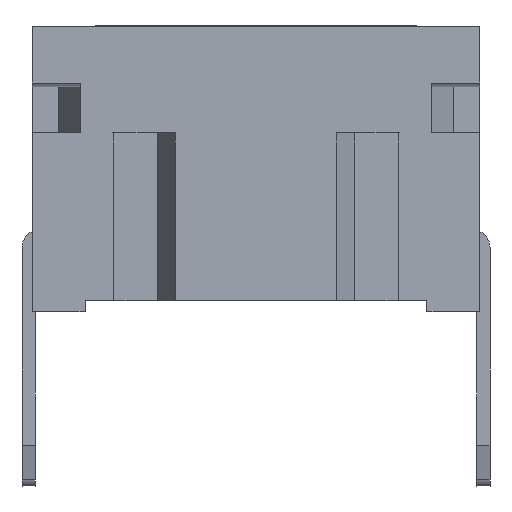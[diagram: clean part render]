
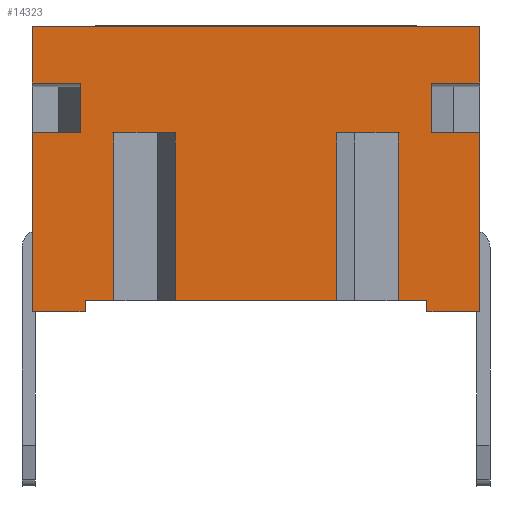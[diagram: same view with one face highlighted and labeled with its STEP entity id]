
A CAD part, front view. The second image highlights one B-rep face of the part: STEP entity #14323.
In plain terms, the highlighted planar face has unit normal (0, -1, 0).
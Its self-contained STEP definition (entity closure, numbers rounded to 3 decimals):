
#2677=CARTESIAN_POINT('',(-1.8,-5.,4.));
#2678=VERTEX_POINT('',#2677);
#2685=CARTESIAN_POINT('',(-3.18,-5.,4.));
#2686=VERTEX_POINT('',#2685);
#2687=CARTESIAN_POINT('',(-3.18,-5.,4.));
#2688=DIRECTION('',(1.0,0.0,0.0));
#2689=VECTOR('',#2688,1.38);
#2690=LINE('',#2687,#2689);
#2691=EDGE_CURVE('',#2686,#2678,#2690,.T.);
#2757=CARTESIAN_POINT('',(3.18,-5.,4.));
#2758=VERTEX_POINT('',#2757);
#2765=CARTESIAN_POINT('',(1.8,-5.,4.));
#2766=VERTEX_POINT('',#2765);
#2767=CARTESIAN_POINT('',(1.8,-5.,4.));
#2768=DIRECTION('',(1.0,0.0,0.0));
#2769=VECTOR('',#2768,1.38);
#2770=LINE('',#2767,#2769);
#2771=EDGE_CURVE('',#2766,#2758,#2770,.T.);
#6995=CARTESIAN_POINT('',(-3.912,-5.,5.116));
#6996=VERTEX_POINT('',#6995);
#7004=CARTESIAN_POINT('',(-5.,-5.,5.116));
#7005=VERTEX_POINT('',#7004);
#7006=CARTESIAN_POINT('',(-3.912,-5.,5.116));
#7007=DIRECTION('',(-1.0,0.0,0.0));
#7008=VECTOR('',#7007,1.088);
#7009=LINE('',#7006,#7008);
#7010=EDGE_CURVE('',#6996,#7005,#7009,.T.);
#7080=CARTESIAN_POINT('',(5.,-5.,5.116));
#7081=VERTEX_POINT('',#7080);
#7082=CARTESIAN_POINT('',(3.912,-5.,5.116));
#7083=VERTEX_POINT('',#7082);
#7084=CARTESIAN_POINT('',(5.,-5.,5.116));
#7085=DIRECTION('',(-1.0,0.0,0.0));
#7086=VECTOR('',#7085,1.088);
#7087=LINE('',#7084,#7086);
#7088=EDGE_CURVE('',#7081,#7083,#7087,.T.);
#7350=CARTESIAN_POINT('',(3.912,-5.,4.));
#7351=VERTEX_POINT('',#7350);
#7352=CARTESIAN_POINT('',(3.912,-5.,4.));
#7353=DIRECTION('',(0.0,0.0,1.0));
#7354=VECTOR('',#7353,1.116);
#7355=LINE('',#7352,#7354);
#7356=EDGE_CURVE('',#7351,#7083,#7355,.T.);
#7372=CARTESIAN_POINT('',(-3.912,-5.,4.));
#7373=VERTEX_POINT('',#7372);
#7374=CARTESIAN_POINT('',(-3.912,-5.,4.));
#7375=DIRECTION('',(0.0,0.0,1.0));
#7376=VECTOR('',#7375,1.116);
#7377=LINE('',#7374,#7376);
#7378=EDGE_CURVE('',#7373,#6996,#7377,.T.);
#7689=CARTESIAN_POINT('',(-5.,-5.,6.385));
#7690=VERTEX_POINT('',#7689);
#7691=CARTESIAN_POINT('',(-5.,-5.,6.385));
#7692=DIRECTION('',(0.0,0.0,-1.0));
#7693=VECTOR('',#7692,1.269);
#7694=LINE('',#7691,#7693);
#7695=EDGE_CURVE('',#7690,#7005,#7694,.T.);
#7787=CARTESIAN_POINT('',(5.,-5.,6.385));
#7788=VERTEX_POINT('',#7787);
#7795=CARTESIAN_POINT('',(5.,-5.,5.116));
#7796=DIRECTION('',(0.0,0.0,1.0));
#7797=VECTOR('',#7796,1.269);
#7798=LINE('',#7795,#7797);
#7799=EDGE_CURVE('',#7081,#7788,#7798,.T.);
#8116=CARTESIAN_POINT('',(-5.,-5.,6.385));
#8117=DIRECTION('',(1.0,0.0,0.0));
#8118=VECTOR('',#8117,10.);
#8119=LINE('',#8116,#8118);
#8120=EDGE_CURVE('',#7690,#7788,#8119,.T.);
#8191=CARTESIAN_POINT('',(5.,-5.0,4.));
#8192=VERTEX_POINT('',#8191);
#8193=CARTESIAN_POINT('',(5.,-5.0,4.));
#8194=DIRECTION('',(-1.0,0.0,0.0));
#8195=VECTOR('',#8194,1.088);
#8196=LINE('',#8193,#8195);
#8197=EDGE_CURVE('',#8192,#7351,#8196,.T.);
#8230=CARTESIAN_POINT('',(-5.,-5.,4.));
#8231=VERTEX_POINT('',#8230);
#8238=CARTESIAN_POINT('',(-3.912,-5.,4.));
#8239=DIRECTION('',(-1.0,0.0,0.0));
#8240=VECTOR('',#8239,1.088);
#8241=LINE('',#8238,#8240);
#8242=EDGE_CURVE('',#7373,#8231,#8241,.T.);
#11395=CARTESIAN_POINT('',(3.82,-5.0,0.25));
#11396=VERTEX_POINT('',#11395);
#11403=CARTESIAN_POINT('',(3.18,-5.,0.25));
#11404=VERTEX_POINT('',#11403);
#11405=CARTESIAN_POINT('',(3.18,-5.0,0.25));
#11406=DIRECTION('',(1.0,0.0,0.0));
#11407=VECTOR('',#11406,0.64);
#11408=LINE('',#11405,#11407);
#11409=EDGE_CURVE('',#11404,#11396,#11408,.T.);
#11427=CARTESIAN_POINT('',(1.8,-5.,0.25));
#11428=VERTEX_POINT('',#11427);
#11435=CARTESIAN_POINT('',(-1.8,-5.,0.25));
#11436=VERTEX_POINT('',#11435);
#11437=CARTESIAN_POINT('',(-1.8,-5.,0.25));
#11438=DIRECTION('',(1.0,0.0,0.0));
#11439=VECTOR('',#11438,3.6);
#11440=LINE('',#11437,#11439);
#11441=EDGE_CURVE('',#11436,#11428,#11440,.T.);
#11459=CARTESIAN_POINT('',(-3.18,-5.,0.25));
#11460=VERTEX_POINT('',#11459);
#11467=CARTESIAN_POINT('',(-3.82,-5.,0.25));
#11468=VERTEX_POINT('',#11467);
#11469=CARTESIAN_POINT('',(-3.82,-5.,0.25));
#11470=DIRECTION('',(1.0,0.0,0.0));
#11471=VECTOR('',#11470,0.64);
#11472=LINE('',#11469,#11471);
#11473=EDGE_CURVE('',#11468,#11460,#11472,.T.);
#12708=CARTESIAN_POINT('',(-5.,-5.,0.0));
#12709=VERTEX_POINT('',#12708);
#12716=CARTESIAN_POINT('',(-5.,-5.,0.0));
#12717=DIRECTION('',(0.0,0.0,1.0));
#12718=VECTOR('',#12717,4.);
#12719=LINE('',#12716,#12718);
#12720=EDGE_CURVE('',#12709,#8231,#12719,.T.);
#13257=CARTESIAN_POINT('',(1.8,-5.0,0.25));
#13258=DIRECTION('',(0.0,0.0,1.0));
#13259=VECTOR('',#13258,3.75);
#13260=LINE('',#13257,#13259);
#13261=EDGE_CURVE('',#11428,#2766,#13260,.T.);
#13272=CARTESIAN_POINT('',(3.18,-5.0,4.));
#13273=DIRECTION('',(0.0,0.0,-1.0));
#13274=VECTOR('',#13273,3.75);
#13275=LINE('',#13272,#13274);
#13276=EDGE_CURVE('',#2758,#11404,#13275,.T.);
#13313=CARTESIAN_POINT('',(-3.18,-5.,0.25));
#13314=DIRECTION('',(0.0,0.0,1.0));
#13315=VECTOR('',#13314,3.75);
#13316=LINE('',#13313,#13315);
#13317=EDGE_CURVE('',#11460,#2686,#13316,.T.);
#13328=CARTESIAN_POINT('',(-1.8,-5.,4.));
#13329=DIRECTION('',(0.0,0.0,-1.0));
#13330=VECTOR('',#13329,3.75);
#13331=LINE('',#13328,#13330);
#13332=EDGE_CURVE('',#2678,#11436,#13331,.T.);
#13734=CARTESIAN_POINT('',(-3.82,-5.,0.0));
#13735=VERTEX_POINT('',#13734);
#13742=CARTESIAN_POINT('',(-3.82,-5.,0.0));
#13743=DIRECTION('',(-1.0,0.0,0.0));
#13744=VECTOR('',#13743,1.18);
#13745=LINE('',#13742,#13744);
#13746=EDGE_CURVE('',#13735,#12709,#13745,.T.);
#13936=CARTESIAN_POINT('',(3.82,-5.0,0.0));
#13937=VERTEX_POINT('',#13936);
#13944=CARTESIAN_POINT('',(3.82,-5.0,0.25));
#13945=DIRECTION('',(0.0,0.0,-1.0));
#13946=VECTOR('',#13945,0.25);
#13947=LINE('',#13944,#13946);
#13948=EDGE_CURVE('',#11396,#13937,#13947,.T.);
#14072=CARTESIAN_POINT('',(-3.82,-5.,0.0));
#14073=DIRECTION('',(0.0,0.0,1.0));
#14074=VECTOR('',#14073,0.25);
#14075=LINE('',#14072,#14074);
#14076=EDGE_CURVE('',#13735,#11468,#14075,.T.);
#14207=CARTESIAN_POINT('',(5.,-5.0,0.0));
#14208=VERTEX_POINT('',#14207);
#14215=CARTESIAN_POINT('',(5.,-5.0,0.0));
#14216=DIRECTION('',(-1.0,0.0,0.0));
#14217=VECTOR('',#14216,1.18);
#14218=LINE('',#14215,#14217);
#14219=EDGE_CURVE('',#14208,#13937,#14218,.T.);
#14278=CARTESIAN_POINT('',(5.,-5.0,0.0));
#14279=DIRECTION('',(0.0,0.0,1.0));
#14280=VECTOR('',#14279,4.);
#14281=LINE('',#14278,#14280);
#14282=EDGE_CURVE('',#14208,#8192,#14281,.T.);
#14292=CARTESIAN_POINT('',(5.,-5.0,0.0));
#14293=DIRECTION('',(0.0,-1.0,0.0));
#14294=DIRECTION('',(0.0,0.0,-1.0));
#14295=AXIS2_PLACEMENT_3D('',#14292,#14293,#14294);
#14296=PLANE('',#14295);
#14297=ORIENTED_EDGE('',*,*,#13276,.T.);
#14298=ORIENTED_EDGE('',*,*,#11409,.T.);
#14299=ORIENTED_EDGE('',*,*,#13948,.T.);
#14300=ORIENTED_EDGE('',*,*,#14219,.F.);
#14301=ORIENTED_EDGE('',*,*,#14282,.T.);
#14302=ORIENTED_EDGE('',*,*,#8197,.T.);
#14303=ORIENTED_EDGE('',*,*,#7356,.T.);
#14304=ORIENTED_EDGE('',*,*,#7088,.F.);
#14305=ORIENTED_EDGE('',*,*,#7799,.T.);
#14306=ORIENTED_EDGE('',*,*,#8120,.F.);
#14307=ORIENTED_EDGE('',*,*,#7695,.T.);
#14308=ORIENTED_EDGE('',*,*,#7010,.F.);
#14309=ORIENTED_EDGE('',*,*,#7378,.F.);
#14310=ORIENTED_EDGE('',*,*,#8242,.T.);
#14311=ORIENTED_EDGE('',*,*,#12720,.F.);
#14312=ORIENTED_EDGE('',*,*,#13746,.F.);
#14313=ORIENTED_EDGE('',*,*,#14076,.T.);
#14314=ORIENTED_EDGE('',*,*,#11473,.T.);
#14315=ORIENTED_EDGE('',*,*,#13317,.T.);
#14316=ORIENTED_EDGE('',*,*,#2691,.T.);
#14317=ORIENTED_EDGE('',*,*,#13332,.T.);
#14318=ORIENTED_EDGE('',*,*,#11441,.T.);
#14319=ORIENTED_EDGE('',*,*,#13261,.T.);
#14320=ORIENTED_EDGE('',*,*,#2771,.T.);
#14321=EDGE_LOOP('',(#14297,#14298,#14299,#14300,#14301,#14302,#14303,#14304,#14305,#14306,#14307,#14308,#14309,#14310,#14311,#14312,#14313,#14314,#14315,#14316,#14317,#14318,#14319,#14320));
#14322=FACE_OUTER_BOUND('',#14321,.T.);
#14323=ADVANCED_FACE('',(#14322),#14296,.T.);
